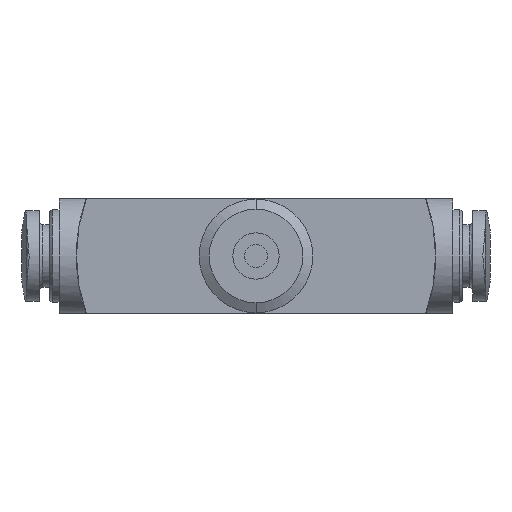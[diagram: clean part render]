
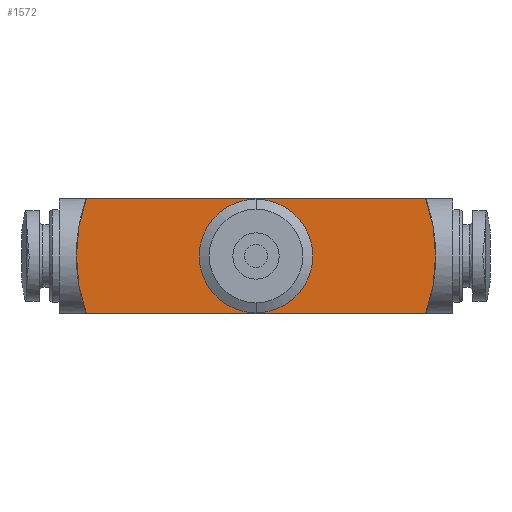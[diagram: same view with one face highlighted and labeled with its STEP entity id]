
A CAD part, left-side view. The second image highlights one B-rep face of the part: STEP entity #1572.
In plain terms, the highlighted planar face has unit normal (-1, 0, 0).
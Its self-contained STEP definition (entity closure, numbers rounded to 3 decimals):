
#65 = CARTESIAN_POINT ( 'NONE',  ( -36.5, 0., -5. ) ) ;
#87 = DIRECTION ( 'NONE',  ( 0., 0., -1. ) ) ;
#124 = CIRCLE ( 'NONE', #426, 4.9 ) ;
#196 = EDGE_CURVE ( 'NONE', #2429, #558, #4937, .T. ) ;
#426 = AXIS2_PLACEMENT_3D ( 'NONE', #4099, #4073, #1153 ) ;
#483 = EDGE_CURVE ( 'NONE', #1874, #769, #4321, .T. ) ;
#553 = EDGE_CURVE ( 'NONE', #4814, #5069, #2735, .T. ) ;
#558 = VERTEX_POINT ( 'NONE', #1662 ) ;
#769 = VERTEX_POINT ( 'NONE', #5800 ) ;
#980 = DIRECTION ( 'NONE',  ( 0., 0., -1. ) ) ;
#1127 = VECTOR ( 'NONE', #2033, 1000. ) ;
#1153 = DIRECTION ( 'NONE',  ( 0., 0., -1. ) ) ;
#1363 = ORIENTED_EDGE ( 'NONE', *, *, #6037, .F. ) ;
#1395 = DIRECTION ( 'NONE',  ( 1., 0., 0. ) ) ;
#1540 = ORIENTED_EDGE ( 'NONE', *, *, #483, .F. ) ;
#1572 = ADVANCED_FACE ( 'NONE', ( #5427, #4156 ), #4794, .F. ) ;
#1652 = CIRCLE ( 'NONE', #1770, 15. ) ;
#1662 = CARTESIAN_POINT ( 'NONE',  ( -36.5, 15.5, -4.9 ) ) ;
#1770 = AXIS2_PLACEMENT_3D ( 'NONE', #2441, #3933, #87 ) ;
#1874 = VERTEX_POINT ( 'NONE', #5195 ) ;
#2033 = DIRECTION ( 'NONE',  ( 0., -1., 0. ) ) ;
#2091 = ORIENTED_EDGE ( 'NONE', *, *, #553, .T. ) ;
#2370 = CARTESIAN_POINT ( 'NONE',  ( -36.5, 31., 5. ) ) ;
#2397 = DIRECTION ( 'NONE',  ( -1., 0., 0. ) ) ;
#2429 = VERTEX_POINT ( 'NONE', #5393 ) ;
#2441 = CARTESIAN_POINT ( 'NONE',  ( -36.5, 15., 0. ) ) ;
#2445 = AXIS2_PLACEMENT_3D ( 'NONE', #4810, #1395, #980 ) ;
#2704 = CARTESIAN_POINT ( 'NONE',  ( -36.5, 0.858, -5. ) ) ;
#2735 = LINE ( 'NONE', #65, #2797 ) ;
#2797 = VECTOR ( 'NONE', #5513, 1000. ) ;
#2862 = CARTESIAN_POINT ( 'NONE',  ( -36.5, 30.142, -5. ) ) ;
#2929 = AXIS2_PLACEMENT_3D ( 'NONE', #2370, #5273, #3334 ) ;
#3113 = EDGE_CURVE ( 'NONE', #4814, #1874, #5897, .T. ) ;
#3334 = DIRECTION ( 'NONE',  ( 0., 0., -1. ) ) ;
#3350 = EDGE_CURVE ( 'NONE', #558, #2429, #124, .T. ) ;
#3846 = AXIS2_PLACEMENT_3D ( 'NONE', #3936, #2397, #4819 ) ;
#3906 = ORIENTED_EDGE ( 'NONE', *, *, #3113, .F. ) ;
#3933 = DIRECTION ( 'NONE',  ( 1., 0., 0. ) ) ;
#3936 = CARTESIAN_POINT ( 'NONE',  ( -36.5, 15.5, 0. ) ) ;
#4073 = DIRECTION ( 'NONE',  ( -1., 0., 0. ) ) ;
#4099 = CARTESIAN_POINT ( 'NONE',  ( -36.5, 15.5, 0. ) ) ;
#4156 = FACE_OUTER_BOUND ( 'NONE', #4472, .T. ) ;
#4321 = LINE ( 'NONE', #4537, #1127 ) ;
#4472 = EDGE_LOOP ( 'NONE', ( #3906, #2091, #1363, #1540 ) ) ;
#4537 = CARTESIAN_POINT ( 'NONE',  ( -36.5, 0., 5. ) ) ;
#4673 = ORIENTED_EDGE ( 'NONE', *, *, #196, .F. ) ;
#4755 = EDGE_LOOP ( 'NONE', ( #5311, #4673 ) ) ;
#4794 = PLANE ( 'NONE',  #2929 ) ;
#4810 = CARTESIAN_POINT ( 'NONE',  ( -36.5, 16., 0. ) ) ;
#4814 = VERTEX_POINT ( 'NONE', #2862 ) ;
#4819 = DIRECTION ( 'NONE',  ( 0., 0., -1. ) ) ;
#4937 = CIRCLE ( 'NONE', #3846, 4.9 ) ;
#5069 = VERTEX_POINT ( 'NONE', #2704 ) ;
#5195 = CARTESIAN_POINT ( 'NONE',  ( -36.5, 30.142, 5. ) ) ;
#5273 = DIRECTION ( 'NONE',  ( 1., 0., 0. ) ) ;
#5311 = ORIENTED_EDGE ( 'NONE', *, *, #3350, .F. ) ;
#5393 = CARTESIAN_POINT ( 'NONE',  ( -36.5, 15.5, 4.9 ) ) ;
#5427 = FACE_BOUND ( 'NONE', #4755, .T. ) ;
#5513 = DIRECTION ( 'NONE',  ( 0., -1., 0. ) ) ;
#5800 = CARTESIAN_POINT ( 'NONE',  ( -36.5, 0.858, 5. ) ) ;
#5897 = CIRCLE ( 'NONE', #2445, 15. ) ;
#6037 = EDGE_CURVE ( 'NONE', #769, #5069, #1652, .T. ) ;
